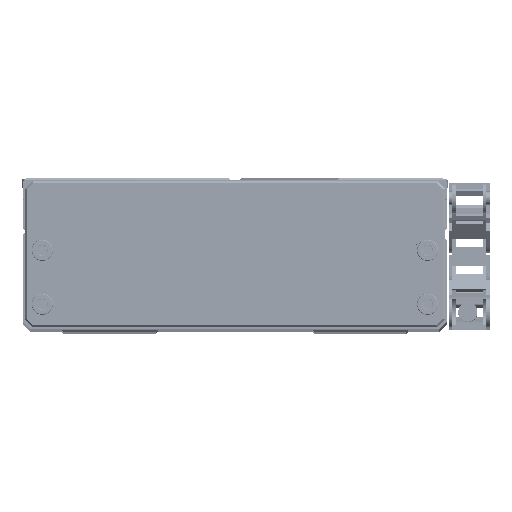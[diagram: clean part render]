
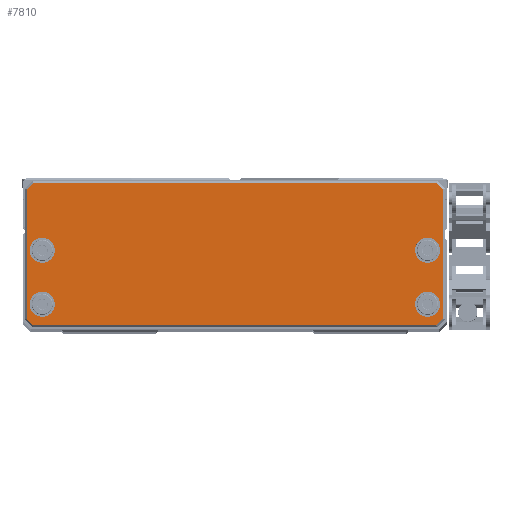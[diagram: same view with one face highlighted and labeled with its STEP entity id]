
A CAD part, top view. The second image highlights one B-rep face of the part: STEP entity #7810.
In plain terms, the highlighted planar face has unit normal (0, 0, 1).
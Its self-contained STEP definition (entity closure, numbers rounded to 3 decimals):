
#42 = EDGE_CURVE ( 'NONE', #104719, #40191, #53556, .T. ) ;
#463 = EDGE_CURVE ( 'NONE', #120479, #33399, #17947, .T. ) ;
#1244 = DIRECTION ( 'NONE',  ( -1., 0., 0. ) ) ;
#2517 = CARTESIAN_POINT ( 'NONE',  ( 107., -37.5, 10. ) ) ;
#4307 = VERTEX_POINT ( 'NONE', #129417 ) ;
#5832 = CARTESIAN_POINT ( 'NONE',  ( -17.646, -20.354, 10. ) ) ;
#6147 = CARTESIAN_POINT ( 'NONE',  ( 7.75, -32., 10. ) ) ;
#7315 = ORIENTED_EDGE ( 'NONE', *, *, #20031, .T. ) ;
#7574 = VERTEX_POINT ( 'NONE', #74130 ) ;
#7665 = EDGE_LOOP ( 'NONE', ( #41346, #116809 ) ) ;
#7810 = ADVANCED_FACE ( 'NONE', ( #9565, #28638, #29296, #110266, #69502 ), #57730, .T. ) ;
#8710 = CARTESIAN_POINT ( 'NONE',  ( 1.354, -36.646, 10. ) ) ;
#9565 = FACE_BOUND ( 'NONE', #25564, .T. ) ;
#10143 = VECTOR ( 'NONE', #28657, 1000. ) ;
#10860 = CARTESIAN_POINT ( 'NONE',  ( 0.5, -2.207, 10. ) ) ;
#11782 = VECTOR ( 'NONE', #66720, 1000. ) ;
#12928 = VERTEX_POINT ( 'NONE', #20103 ) ;
#14970 = VECTOR ( 'NONE', #63126, 1000. ) ;
#17730 = EDGE_CURVE ( 'NONE', #7574, #28757, #115738, .T. ) ;
#17947 = LINE ( 'NONE', #8710, #11782 ) ;
#17987 = VERTEX_POINT ( 'NONE', #42324 ) ;
#18217 = CARTESIAN_POINT ( 'NONE',  ( 108.5, -2., 10. ) ) ;
#20031 = EDGE_CURVE ( 'NONE', #28757, #120479, #109628, .T. ) ;
#20090 = ORIENTED_EDGE ( 'NONE', *, *, #72272, .F. ) ;
#20103 = CARTESIAN_POINT ( 'NONE',  ( 1.25, -32., 10. ) ) ;
#21372 = VERTEX_POINT ( 'NONE', #44934 ) ;
#25260 = DIRECTION ( 'NONE',  ( 1., 0., 0. ) ) ;
#25564 = EDGE_LOOP ( 'NONE', ( #100020, #20090 ) ) ;
#25672 = AXIS2_PLACEMENT_3D ( 'NONE', #123349, #113456, #95693 ) ;
#26812 = CARTESIAN_POINT ( 'NONE',  ( 104.5, -32., 10. ) ) ;
#26911 = DIRECTION ( 'NONE',  ( 0., 0., 1. ) ) ;
#28638 = FACE_BOUND ( 'NONE', #43826, .T. ) ;
#28657 = DIRECTION ( 'NONE',  ( 0., -1., 0. ) ) ;
#28757 = VERTEX_POINT ( 'NONE', #10860 ) ;
#29250 = ORIENTED_EDGE ( 'NONE', *, *, #69544, .T. ) ;
#29296 = FACE_BOUND ( 'NONE', #120468, .T. ) ;
#30107 = ORIENTED_EDGE ( 'NONE', *, *, #42, .F. ) ;
#30314 = CARTESIAN_POINT ( 'NONE',  ( 7.75, -18., 10. ) ) ;
#31468 = CARTESIAN_POINT ( 'NONE',  ( 72.146, 34.146, 10. ) ) ;
#33399 = VERTEX_POINT ( 'NONE', #90241 ) ;
#37919 = LINE ( 'NONE', #18217, #48074 ) ;
#38193 = CARTESIAN_POINT ( 'NONE',  ( 106.793, -0.5, 10. ) ) ;
#38231 = VERTEX_POINT ( 'NONE', #66661 ) ;
#39386 = EDGE_CURVE ( 'NONE', #66902, #12928, #82386, .T. ) ;
#39840 = EDGE_CURVE ( 'NONE', #12928, #66902, #124592, .T. ) ;
#40191 = VERTEX_POINT ( 'NONE', #55731 ) ;
#41346 = ORIENTED_EDGE ( 'NONE', *, *, #86338, .F. ) ;
#41449 = ORIENTED_EDGE ( 'NONE', *, *, #74822, .T. ) ;
#42324 = CARTESIAN_POINT ( 'NONE',  ( 106.793, -37.5, 10. ) ) ;
#42585 = AXIS2_PLACEMENT_3D ( 'NONE', #94376, #74584, #25260 ) ;
#43826 = EDGE_LOOP ( 'NONE', ( #58813, #43961 ) ) ;
#43961 = ORIENTED_EDGE ( 'NONE', *, *, #39840, .F. ) ;
#44605 = CARTESIAN_POINT ( 'NONE',  ( 4.5, -18., 10. ) ) ;
#44934 = CARTESIAN_POINT ( 'NONE',  ( 1.25, -18., 10. ) ) ;
#45343 = CARTESIAN_POINT ( 'NONE',  ( 4.5, -18., 10. ) ) ;
#46059 = CARTESIAN_POINT ( 'NONE',  ( 104.5, -18., 10. ) ) ;
#46981 = AXIS2_PLACEMENT_3D ( 'NONE', #45343, #84790, #117048 ) ;
#48074 = VECTOR ( 'NONE', #80021, 1000. ) ;
#49004 = EDGE_CURVE ( 'NONE', #40191, #104719, #125786, .T. ) ;
#50596 = LINE ( 'NONE', #2517, #58702 ) ;
#51404 = VECTOR ( 'NONE', #95343, 1000. ) ;
#53183 = DIRECTION ( 'NONE',  ( 1., 0., 0. ) ) ;
#53201 = CARTESIAN_POINT ( 'NONE',  ( 107.75, -18., 10. ) ) ;
#53556 = CIRCLE ( 'NONE', #122975, 3.25 ) ;
#55731 = CARTESIAN_POINT ( 'NONE',  ( 101.25, -32., 10. ) ) ;
#56603 = EDGE_CURVE ( 'NONE', #4307, #109612, #61839, .T. ) ;
#57730 = PLANE ( 'NONE',  #71469 ) ;
#57865 = DIRECTION ( 'NONE',  ( 1., 0., 0. ) ) ;
#58373 = CARTESIAN_POINT ( 'NONE',  ( 0., -38., 10. ) ) ;
#58702 = VECTOR ( 'NONE', #83440, 1000. ) ;
#58813 = ORIENTED_EDGE ( 'NONE', *, *, #39386, .F. ) ;
#60515 = CARTESIAN_POINT ( 'NONE',  ( 53.146, -91.146, 10. ) ) ;
#61839 = LINE ( 'NONE', #31468, #110999 ) ;
#61973 = DIRECTION ( 'NONE',  ( 0., 0., 1. ) ) ;
#63126 = DIRECTION ( 'NONE',  ( 0.707, 0.707, 0. ) ) ;
#65299 = ORIENTED_EDGE ( 'NONE', *, *, #463, .T. ) ;
#66436 = DIRECTION ( 'NONE',  ( 0., 0., 1. ) ) ;
#66661 = CARTESIAN_POINT ( 'NONE',  ( 108.5, -35.793, 10. ) ) ;
#66720 = DIRECTION ( 'NONE',  ( 0.707, -0.707, 0. ) ) ;
#66902 = VERTEX_POINT ( 'NONE', #6147 ) ;
#67070 = CARTESIAN_POINT ( 'NONE',  ( 4.5, -32., 10. ) ) ;
#68285 = DIRECTION ( 'NONE',  ( 0., 0., 1. ) ) ;
#68847 = DIRECTION ( 'NONE',  ( 0., 0., 1. ) ) ;
#69502 = FACE_OUTER_BOUND ( 'NONE', #74132, .T. ) ;
#69544 = EDGE_CURVE ( 'NONE', #109612, #7574, #99341, .T. ) ;
#71469 = AXIS2_PLACEMENT_3D ( 'NONE', #58373, #68847, #108958 ) ;
#72272 = EDGE_CURVE ( 'NONE', #21372, #76478, #80911, .T. ) ;
#72650 = ORIENTED_EDGE ( 'NONE', *, *, #17730, .T. ) ;
#73084 = CARTESIAN_POINT ( 'NONE',  ( 104.5, -32., 10. ) ) ;
#73649 = CIRCLE ( 'NONE', #105185, 3.25 ) ;
#74130 = CARTESIAN_POINT ( 'NONE',  ( 2.207, -0.5, 10. ) ) ;
#74132 = EDGE_LOOP ( 'NONE', ( #74560, #29250, #72650, #7315, #65299, #124276, #115730, #41449 ) ) ;
#74560 = ORIENTED_EDGE ( 'NONE', *, *, #56603, .T. ) ;
#74584 = DIRECTION ( 'NONE',  ( 0., 0., 1. ) ) ;
#74822 = EDGE_CURVE ( 'NONE', #38231, #4307, #37919, .T. ) ;
#75956 = VERTEX_POINT ( 'NONE', #104333 ) ;
#76284 = AXIS2_PLACEMENT_3D ( 'NONE', #67070, #66436, #57865 ) ;
#76478 = VERTEX_POINT ( 'NONE', #30314 ) ;
#77137 = EDGE_CURVE ( 'NONE', #17987, #38231, #113735, .T. ) ;
#80021 = DIRECTION ( 'NONE',  ( 0., 1., 0. ) ) ;
#80911 = CIRCLE ( 'NONE', #85070, 3.25 ) ;
#82386 = CIRCLE ( 'NONE', #25672, 3.25 ) ;
#83440 = DIRECTION ( 'NONE',  ( 1., 0., 0. ) ) ;
#84790 = DIRECTION ( 'NONE',  ( 0., 0., 1. ) ) ;
#84804 = CIRCLE ( 'NONE', #46981, 3.25 ) ;
#85070 = AXIS2_PLACEMENT_3D ( 'NONE', #44605, #123589, #53183 ) ;
#86338 = EDGE_CURVE ( 'NONE', #94578, #75956, #73649, .T. ) ;
#90241 = CARTESIAN_POINT ( 'NONE',  ( 2.207, -37.5, 10. ) ) ;
#90520 = CARTESIAN_POINT ( 'NONE',  ( 0.5, -36., 10. ) ) ;
#91392 = CARTESIAN_POINT ( 'NONE',  ( 2.707, -0.5, 10. ) ) ;
#94376 = CARTESIAN_POINT ( 'NONE',  ( 104.5, -18., 10. ) ) ;
#94552 = EDGE_CURVE ( 'NONE', #33399, #17987, #50596, .T. ) ;
#94578 = VERTEX_POINT ( 'NONE', #53201 ) ;
#95343 = DIRECTION ( 'NONE',  ( -0.707, -0.707, 0. ) ) ;
#95481 = CARTESIAN_POINT ( 'NONE',  ( 107.75, -32., 10. ) ) ;
#95693 = DIRECTION ( 'NONE',  ( 1., 0., 0. ) ) ;
#99341 = LINE ( 'NONE', #91392, #107659 ) ;
#99352 = DIRECTION ( 'NONE',  ( -0.707, 0.707, 0. ) ) ;
#100020 = ORIENTED_EDGE ( 'NONE', *, *, #107688, .F. ) ;
#101388 = DIRECTION ( 'NONE',  ( 1., 0., 0. ) ) ;
#104333 = CARTESIAN_POINT ( 'NONE',  ( 101.25, -18., 10. ) ) ;
#104719 = VERTEX_POINT ( 'NONE', #95481 ) ;
#105185 = AXIS2_PLACEMENT_3D ( 'NONE', #46059, #26911, #125014 ) ;
#107659 = VECTOR ( 'NONE', #1244, 1000. ) ;
#107688 = EDGE_CURVE ( 'NONE', #76478, #21372, #84804, .T. ) ;
#108234 = EDGE_CURVE ( 'NONE', #75956, #94578, #127002, .T. ) ;
#108958 = DIRECTION ( 'NONE',  ( 1., 0., 0. ) ) ;
#109612 = VERTEX_POINT ( 'NONE', #38193 ) ;
#109628 = LINE ( 'NONE', #90520, #10143 ) ;
#110266 = FACE_BOUND ( 'NONE', #7665, .T. ) ;
#110999 = VECTOR ( 'NONE', #99352, 1000. ) ;
#112829 = CARTESIAN_POINT ( 'NONE',  ( 0.5, -35.793, 10. ) ) ;
#113456 = DIRECTION ( 'NONE',  ( 0., 0., 1. ) ) ;
#113735 = LINE ( 'NONE', #60515, #14970 ) ;
#115730 = ORIENTED_EDGE ( 'NONE', *, *, #77137, .T. ) ;
#115738 = LINE ( 'NONE', #5832, #51404 ) ;
#116809 = ORIENTED_EDGE ( 'NONE', *, *, #108234, .F. ) ;
#117048 = DIRECTION ( 'NONE',  ( 1., 0., 0. ) ) ;
#120468 = EDGE_LOOP ( 'NONE', ( #30107, #127644 ) ) ;
#120479 = VERTEX_POINT ( 'NONE', #112829 ) ;
#122975 = AXIS2_PLACEMENT_3D ( 'NONE', #26812, #68285, #127504 ) ;
#123349 = CARTESIAN_POINT ( 'NONE',  ( 4.5, -32., 10. ) ) ;
#123589 = DIRECTION ( 'NONE',  ( 0., 0., 1. ) ) ;
#123724 = AXIS2_PLACEMENT_3D ( 'NONE', #73084, #61973, #101388 ) ;
#124276 = ORIENTED_EDGE ( 'NONE', *, *, #94552, .T. ) ;
#124592 = CIRCLE ( 'NONE', #76284, 3.25 ) ;
#125014 = DIRECTION ( 'NONE',  ( 1., 0., 0. ) ) ;
#125786 = CIRCLE ( 'NONE', #123724, 3.25 ) ;
#127002 = CIRCLE ( 'NONE', #42585, 3.25 ) ;
#127504 = DIRECTION ( 'NONE',  ( 1., 0., 0. ) ) ;
#127644 = ORIENTED_EDGE ( 'NONE', *, *, #49004, .F. ) ;
#129417 = CARTESIAN_POINT ( 'NONE',  ( 108.5, -2.207, 10. ) ) ;
